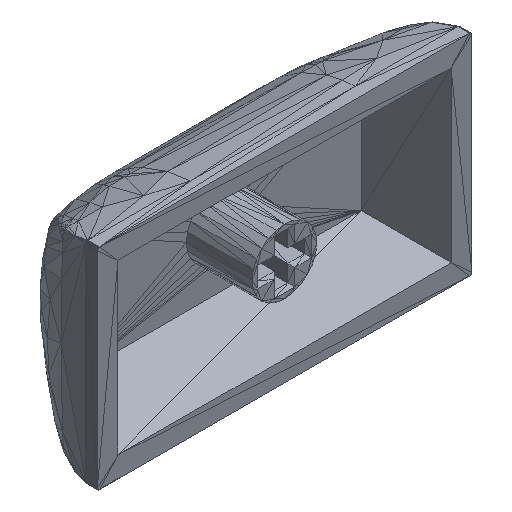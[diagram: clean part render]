
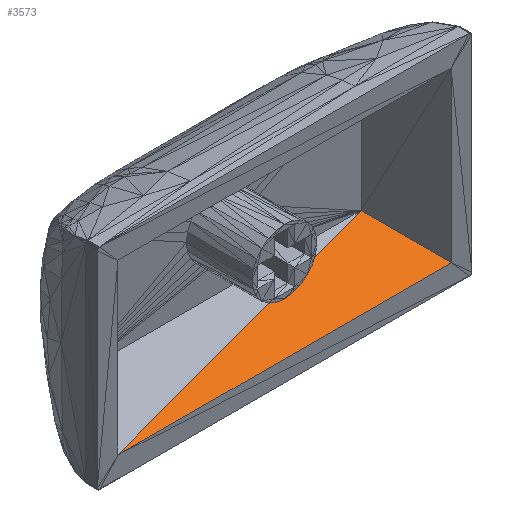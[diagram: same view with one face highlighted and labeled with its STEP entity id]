
A CAD part, isometric view. The second image highlights one B-rep face of the part: STEP entity #3573.
In plain terms, the highlighted planar face has unit normal (0, -0.346, 0.938).
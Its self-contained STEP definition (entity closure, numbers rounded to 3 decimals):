
#3073 = VERTEX_POINT('',#3074);
#3074 = CARTESIAN_POINT('',(-9.419,0.,-2.874));
#3292 = VERTEX_POINT('',#3293);
#3293 = CARTESIAN_POINT('',(1.112,2.244,-2.047
    ));
#3555 = EDGE_CURVE('',#3292,#3556,#3558,.T.);
#3556 = VERTEX_POINT('',#3557);
#3557 = CARTESIAN_POINT('',(1.939,0.,-2.874));
#3558 = LINE('',#3559,#3560);
#3559 = CARTESIAN_POINT('',(1.112,2.244,-2.047
    ));
#3560 = VECTOR('',#3561,1.);
#3561 = DIRECTION('',(0.327,-0.887,-0.327));
#3573 = ADVANCED_FACE('',(#3574),#3589,.T.);
#3574 = FACE_BOUND('',#3575,.T.);
#3575 = EDGE_LOOP('',(#3576,#3582,#3588));
#3576 = ORIENTED_EDGE('',*,*,#3577,.T.);
#3577 = EDGE_CURVE('',#3292,#3073,#3578,.T.);
#3578 = LINE('',#3579,#3580);
#3579 = CARTESIAN_POINT('',(1.112,2.244,-2.047
    ));
#3580 = VECTOR('',#3581,1.);
#3581 = DIRECTION('',(-0.975,-0.208,
    -0.077));
#3582 = ORIENTED_EDGE('',*,*,#3583,.T.);
#3583 = EDGE_CURVE('',#3073,#3556,#3584,.T.);
#3584 = LINE('',#3585,#3586);
#3585 = CARTESIAN_POINT('',(-9.419,0.,-2.874));
#3586 = VECTOR('',#3587,1.);
#3587 = DIRECTION('',(1.,0.,0.));
#3588 = ORIENTED_EDGE('',*,*,#3555,.F.);
#3589 = PLANE('',#3590);
#3590 = AXIS2_PLACEMENT_3D('',#3591,#3592,#3593);
#3591 = CARTESIAN_POINT('',(-3.381,0.606,
    -2.651));
#3592 = DIRECTION('',(0.,-0.346,0.938
    ));
#3593 = DIRECTION('',(0.,0.938,0.346));
